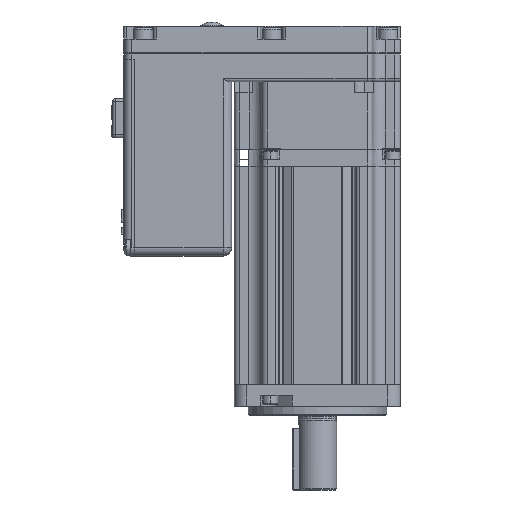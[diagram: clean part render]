
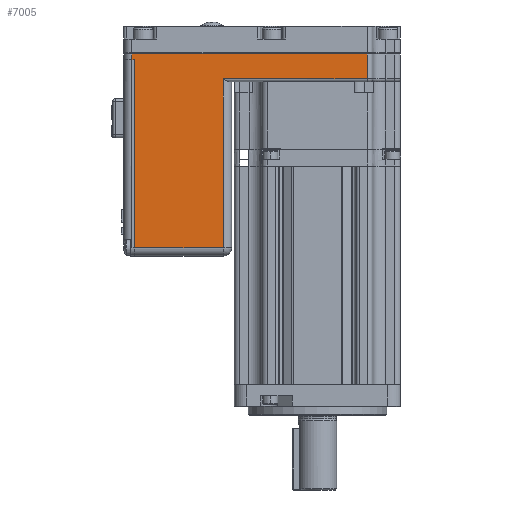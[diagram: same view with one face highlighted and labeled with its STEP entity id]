
A CAD part, front view. The second image highlights one B-rep face of the part: STEP entity #7005.
In plain terms, the highlighted planar face has unit normal (0, -1, 0).
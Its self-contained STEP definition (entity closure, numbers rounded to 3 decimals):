
#662 = DIRECTION ( 'NONE',  ( 0., 0., -1. ) ) ;
#1956 = VECTOR ( 'NONE', #47865, 1000. ) ;
#3601 = LINE ( 'NONE', #68869, #17287 ) ;
#3853 = LINE ( 'NONE', #49039, #1956 ) ;
#5798 = CARTESIAN_POINT ( 'NONE',  ( 69.433, -30.734, 103.5 ) ) ;
#6051 = EDGE_CURVE ( 'NONE', #47651, #14669, #38707, .T. ) ;
#6625 = EDGE_CURVE ( 'NONE', #34615, #48840, #68158, .T. ) ;
#6944 = VECTOR ( 'NONE', #10781, 1000. ) ;
#7005 = ADVANCED_FACE ( 'NONE', ( #29538 ), #50478, .F. ) ;
#8236 = EDGE_CURVE ( 'NONE', #14669, #34615, #50151, .T. ) ;
#10001 = DIRECTION ( 'NONE',  ( 1., 0., 0. ) ) ;
#10422 = EDGE_CURVE ( 'NONE', #42382, #49522, #49106, .T. ) ;
#10751 = CARTESIAN_POINT ( 'NONE',  ( 5.433, -30.734, 33.5 ) ) ;
#10781 = DIRECTION ( 'NONE',  ( 1., 0., 0. ) ) ;
#11308 = VERTEX_POINT ( 'NONE', #51042 ) ;
#11437 = CARTESIAN_POINT ( 'NONE',  ( 69.433, -30.734, 94.5 ) ) ;
#14669 = VERTEX_POINT ( 'NONE', #33721 ) ;
#17287 = VECTOR ( 'NONE', #662, 1000. ) ;
#18529 = VECTOR ( 'NONE', #32684, 1000. ) ;
#19156 = CARTESIAN_POINT ( 'NONE',  ( 5.433, -30.734, 103.5 ) ) ;
#19407 = DIRECTION ( 'NONE',  ( 0., 0., 1. ) ) ;
#23477 = VECTOR ( 'NONE', #10001, 1000. ) ;
#23529 = EDGE_LOOP ( 'NONE', ( #63854, #62489, #61304, #60711, #59397, #58253, #58016, #56536 ) ) ;
#28308 = LINE ( 'NONE', #71781, #70407 ) ;
#29538 = FACE_OUTER_BOUND ( 'NONE', #23529, .T. ) ;
#30328 = CARTESIAN_POINT ( 'NONE',  ( -26.567, -30.734, 33.5 ) ) ;
#31747 = DIRECTION ( 'NONE',  ( -1., 0., 0. ) ) ;
#32684 = DIRECTION ( 'NONE',  ( 0., 0., -1. ) ) ;
#33721 = CARTESIAN_POINT ( 'NONE',  ( 5.433, -30.734, 33.5 ) ) ;
#34615 = VERTEX_POINT ( 'NONE', #43856 ) ;
#35081 = CARTESIAN_POINT ( 'NONE',  ( -26.567, -30.734, 91.5 ) ) ;
#38707 = LINE ( 'NONE', #10751, #23477 ) ;
#39576 = EDGE_CURVE ( 'NONE', #42382, #70337, #3853, .T. ) ;
#42382 = VERTEX_POINT ( 'NONE', #44579 ) ;
#43856 = CARTESIAN_POINT ( 'NONE',  ( 5.433, -30.734, 94.5 ) ) ;
#44512 = EDGE_CURVE ( 'NONE', #11308, #49522, #28308, .T. ) ;
#44579 = CARTESIAN_POINT ( 'NONE',  ( -27.567, -30.734, 103.5 ) ) ;
#45498 = VECTOR ( 'NONE', #69395, 1000. ) ;
#45560 = EDGE_CURVE ( 'NONE', #70337, #48840, #3601, .T. ) ;
#47651 = VERTEX_POINT ( 'NONE', #30328 ) ;
#47865 = DIRECTION ( 'NONE',  ( 1., 0., 0. ) ) ;
#48840 = VERTEX_POINT ( 'NONE', #56701 ) ;
#49039 = CARTESIAN_POINT ( 'NONE',  ( 9.433, -30.734, 103.5 ) ) ;
#49106 = LINE ( 'NONE', #56791, #18529 ) ;
#49522 = VERTEX_POINT ( 'NONE', #52233 ) ;
#50151 = LINE ( 'NONE', #19156, #61885 ) ;
#50478 = PLANE ( 'NONE',  #51749 ) ;
#51042 = CARTESIAN_POINT ( 'NONE',  ( -26.567, -30.734, 101.5 ) ) ;
#51749 = AXIS2_PLACEMENT_3D ( 'NONE', #5798, #74601, #74373 ) ;
#52233 = CARTESIAN_POINT ( 'NONE',  ( -27.567, -30.734, 101.5 ) ) ;
#56536 = ORIENTED_EDGE ( 'NONE', *, *, #6051, .T. ) ;
#56701 = CARTESIAN_POINT ( 'NONE',  ( 57.433, -30.734, 94.5 ) ) ;
#56791 = CARTESIAN_POINT ( 'NONE',  ( -27.567, -30.734, 103.5 ) ) ;
#58016 = ORIENTED_EDGE ( 'NONE', *, *, #72736, .F. ) ;
#58253 = ORIENTED_EDGE ( 'NONE', *, *, #44512, .F. ) ;
#58989 = LINE ( 'NONE', #35081, #45498 ) ;
#59397 = ORIENTED_EDGE ( 'NONE', *, *, #10422, .T. ) ;
#60711 = ORIENTED_EDGE ( 'NONE', *, *, #39576, .F. ) ;
#61304 = ORIENTED_EDGE ( 'NONE', *, *, #45560, .F. ) ;
#61885 = VECTOR ( 'NONE', #19407, 1000. ) ;
#62489 = ORIENTED_EDGE ( 'NONE', *, *, #6625, .T. ) ;
#63854 = ORIENTED_EDGE ( 'NONE', *, *, #8236, .T. ) ;
#68158 = LINE ( 'NONE', #11437, #6944 ) ;
#68869 = CARTESIAN_POINT ( 'NONE',  ( 57.433, -30.734, 103.5 ) ) ;
#69395 = DIRECTION ( 'NONE',  ( 0., 0., 1. ) ) ;
#69964 = CARTESIAN_POINT ( 'NONE',  ( 57.433, -30.734, 103.5 ) ) ;
#70337 = VERTEX_POINT ( 'NONE', #69964 ) ;
#70407 = VECTOR ( 'NONE', #31747, 1000. ) ;
#71781 = CARTESIAN_POINT ( 'NONE',  ( 34.261, -30.734, 101.5 ) ) ;
#72736 = EDGE_CURVE ( 'NONE', #47651, #11308, #58989, .T. ) ;
#74373 = DIRECTION ( 'NONE',  ( 0., 0., 1. ) ) ;
#74601 = DIRECTION ( 'NONE',  ( 0., 1., 0. ) ) ;
